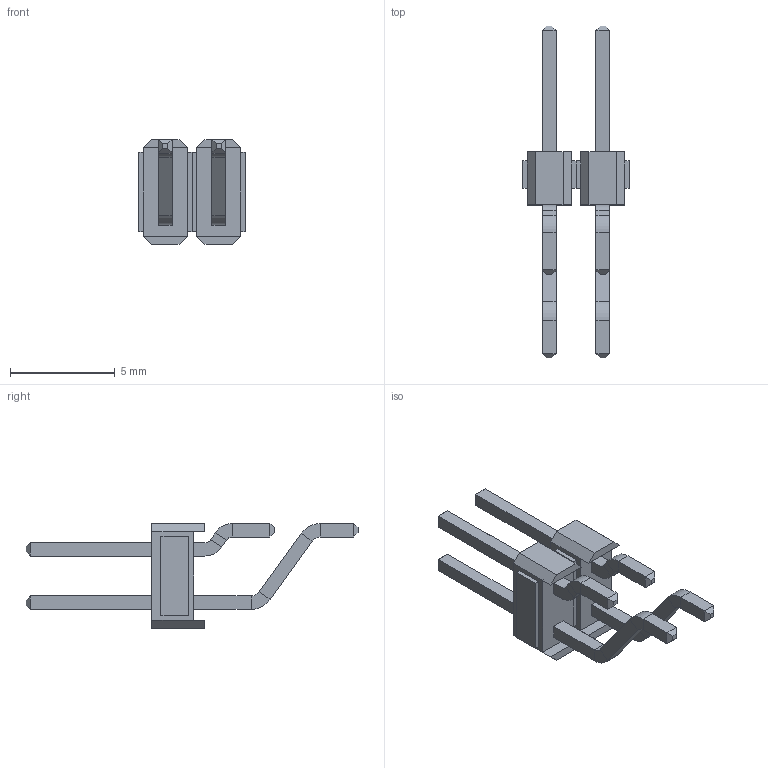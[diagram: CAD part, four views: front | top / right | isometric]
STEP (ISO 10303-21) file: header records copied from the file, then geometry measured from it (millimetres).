
FILE_DESCRIPTION (( 'STEP AP214' ), '1' );
FILE_NAME ('PLDR_SMD-04.STEP', '2019-06-30T11:14:49', ( '' ), ( '' ), 'SwSTEP 2.0', 'SolidWorks 2018', '' );
FILE_SCHEMA (( 'AUTOMOTIVE_DESIGN' ));
Length unit declared in the file: millimetre
Products named in the file (1): PLDR_SMD-04
Bounding box: 5.08 x 15.84 x 5 mm (x, y, z)
Volume: 67.3 mm3; surface area: 241.2 mm2
Topology: 2 solids, 2 shells, 176 faces, 392 edges, 232 vertices
Faces by surface type: plane 156, cylinder 12, bspline 8
Entity records: 6963 total; most frequent: CARTESIAN_POINT 1133, ORIENTED_EDGE 784, DIRECTION 758, EDGE_CURVE 392, LINE 356, VECTOR 356, VERTEX_POINT 232, AXIS2_PLACEMENT_3D 201
